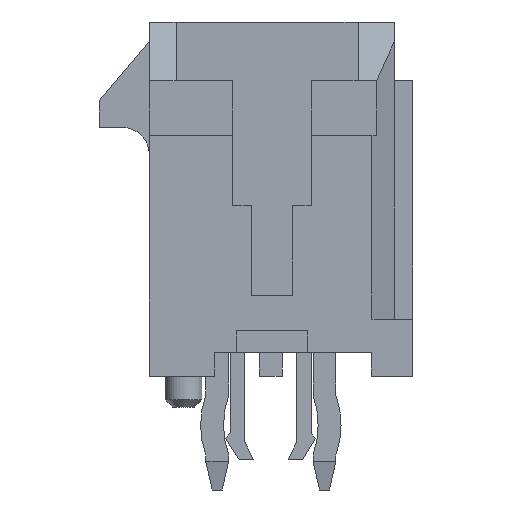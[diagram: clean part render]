
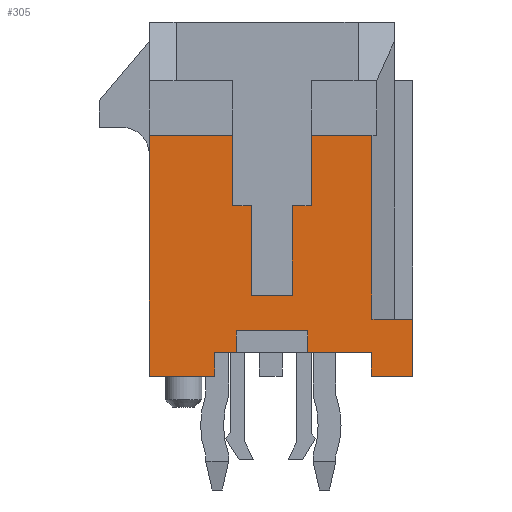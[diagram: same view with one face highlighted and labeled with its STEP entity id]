
A CAD part, left-side view. The second image highlights one B-rep face of the part: STEP entity #305.
In plain terms, the highlighted planar face has unit normal (-1, 0, 0).
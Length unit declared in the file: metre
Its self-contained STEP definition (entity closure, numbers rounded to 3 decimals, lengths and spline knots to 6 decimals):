
#305 = ADVANCED_FACE( '', ( #958 ), #959, .T. );
#958 = FACE_OUTER_BOUND( '', #1733, .T. );
#959 = PLANE( '', #1734 );
#1733 = EDGE_LOOP( '', ( #4015, #4016, #4017, #4018, #4019, #4020, #4021, #4022, #4023, #4024, #4025, #4026, #4027, #4028, #4029, #4030, #4031, #4032, #4033, #4034, #4035, #4036 ) );
#1734 = AXIS2_PLACEMENT_3D( '', #4037, #4038, #4039 );
#4015 = ORIENTED_EDGE( '', *, *, #5231, .T. );
#4016 = ORIENTED_EDGE( '', *, *, #5296, .T. );
#4017 = ORIENTED_EDGE( '', *, *, #5217, .T. );
#4018 = ORIENTED_EDGE( '', *, *, #5556, .T. );
#4019 = ORIENTED_EDGE( '', *, *, #5625, .T. );
#4020 = ORIENTED_EDGE( '', *, *, #5626, .F. );
#4021 = ORIENTED_EDGE( '', *, *, #5360, .T. );
#4022 = ORIENTED_EDGE( '', *, *, #5576, .T. );
#4023 = ORIENTED_EDGE( '', *, *, #5844, .T. );
#4024 = ORIENTED_EDGE( '', *, *, #5845, .T. );
#4025 = ORIENTED_EDGE( '', *, *, #5846, .T. );
#4026 = ORIENTED_EDGE( '', *, *, #5407, .T. );
#4027 = ORIENTED_EDGE( '', *, *, #5787, .T. );
#4028 = ORIENTED_EDGE( '', *, *, #5784, .T. );
#4029 = ORIENTED_EDGE( '', *, *, #5847, .T. );
#4030 = ORIENTED_EDGE( '', *, *, #5670, .T. );
#4031 = ORIENTED_EDGE( '', *, *, #5848, .T. );
#4032 = ORIENTED_EDGE( '', *, *, #5644, .T. );
#4033 = ORIENTED_EDGE( '', *, *, #5590, .T. );
#4034 = ORIENTED_EDGE( '', *, *, #5201, .F. );
#4035 = ORIENTED_EDGE( '', *, *, #5849, .T. );
#4036 = ORIENTED_EDGE( '', *, *, #5244, .T. );
#4037 = CARTESIAN_POINT( '', ( -0.006575, 0., 0. ) );
#4038 = DIRECTION( '', ( -1., 0., 0. ) );
#4039 = DIRECTION( '', ( 0., 0., 1. ) );
#5201 = EDGE_CURVE( '', #6330, #6332, #6333, .T. );
#5217 = EDGE_CURVE( '', #6360, #6357, #6361, .T. );
#5231 = EDGE_CURVE( '', #6387, #6385, #6388, .T. );
#5244 = EDGE_CURVE( '', #6408, #6387, #6409, .T. );
#5296 = EDGE_CURVE( '', #6385, #6360, #6501, .T. );
#5360 = EDGE_CURVE( '', #6617, #6615, #6618, .T. );
#5407 = EDGE_CURVE( '', #6707, #6705, #6708, .T. );
#5556 = EDGE_CURVE( '', #6357, #6952, #6954, .T. );
#5576 = EDGE_CURVE( '', #6615, #6984, #6986, .T. );
#5590 = EDGE_CURVE( '', #7009, #6332, #7010, .T. );
#5625 = EDGE_CURVE( '', #6952, #7063, #7065, .T. );
#5626 = EDGE_CURVE( '', #6617, #7063, #7066, .T. );
#5644 = EDGE_CURVE( '', #7092, #7009, #7093, .T. );
#5670 = EDGE_CURVE( '', #7135, #7133, #7136, .T. );
#5784 = EDGE_CURVE( '', #7297, #7298, #7299, .T. );
#5787 = EDGE_CURVE( '', #6705, #7297, #7302, .T. );
#5844 = EDGE_CURVE( '', #6984, #7380, #7381, .T. );
#5845 = EDGE_CURVE( '', #7380, #7382, #7383, .T. );
#5846 = EDGE_CURVE( '', #7382, #6707, #7384, .T. );
#5847 = EDGE_CURVE( '', #7298, #7135, #7385, .T. );
#5848 = EDGE_CURVE( '', #7133, #7092, #7386, .T. );
#5849 = EDGE_CURVE( '', #6330, #6408, #7387, .T. );
#6330 = VERTEX_POINT( '', #8085 );
#6332 = VERTEX_POINT( '', #8088 );
#6333 = LINE( '', #8089, #8090 );
#6357 = VERTEX_POINT( '', #8128 );
#6360 = VERTEX_POINT( '', #8132 );
#6361 = LINE( '', #8133, #8134 );
#6385 = VERTEX_POINT( '', #8170 );
#6387 = VERTEX_POINT( '', #8173 );
#6388 = LINE( '', #8174, #8175 );
#6408 = VERTEX_POINT( '', #8205 );
#6409 = LINE( '', #8206, #8207 );
#6501 = LINE( '', #8350, #8351 );
#6615 = VERTEX_POINT( '', #8524 );
#6617 = VERTEX_POINT( '', #8527 );
#6618 = LINE( '', #8528, #8529 );
#6705 = VERTEX_POINT( '', #8659 );
#6707 = VERTEX_POINT( '', #8662 );
#6708 = LINE( '', #8663, #8664 );
#6952 = VERTEX_POINT( '', #9049 );
#6954 = LINE( '', #9052, #9053 );
#6984 = VERTEX_POINT( '', #9101 );
#6986 = LINE( '', #9104, #9105 );
#7009 = VERTEX_POINT( '', #9140 );
#7010 = LINE( '', #9141, #9142 );
#7063 = VERTEX_POINT( '', #9224 );
#7065 = LINE( '', #9227, #9228 );
#7066 = LINE( '', #9229, #9230 );
#7092 = VERTEX_POINT( '', #9272 );
#7093 = LINE( '', #9273, #9274 );
#7133 = VERTEX_POINT( '', #9338 );
#7135 = VERTEX_POINT( '', #9341 );
#7136 = LINE( '', #9342, #9343 );
#7297 = VERTEX_POINT( '', #9609 );
#7298 = VERTEX_POINT( '', #9610 );
#7299 = LINE( '', #9611, #9612 );
#7302 = LINE( '', #9617, #9618 );
#7380 = VERTEX_POINT( '', #9747 );
#7381 = LINE( '', #9748, #9749 );
#7382 = VERTEX_POINT( '', #9750 );
#7383 = LINE( '', #9751, #9752 );
#7384 = LINE( '', #9753, #9754 );
#7385 = LINE( '', #9755, #9756 );
#7386 = LINE( '', #9757, #9758 );
#7387 = LINE( '', #9759, #9760 );
#8085 = CARTESIAN_POINT( '', ( -0.006575, -0.002798, 0.001785 ) );
#8088 = CARTESIAN_POINT( '', ( -0.006575, -0.002798, -0.003355 ) );
#8089 = CARTESIAN_POINT( '', ( -0.006575, -0.002798, 0.001785 ) );
#8090 = VECTOR( '', #10197, 1. );
#8128 = CARTESIAN_POINT( '', ( -0.006575, 0.000575, -0.002685 ) );
#8132 = CARTESIAN_POINT( '', ( -0.006575, -0.000575, -0.002685 ) );
#8133 = CARTESIAN_POINT( '', ( -0.006575, -0.000575, -0.002685 ) );
#8134 = VECTOR( '', #10213, 1. );
#8170 = CARTESIAN_POINT( '', ( -0.006575, -0.000575, -0.000185 ) );
#8173 = CARTESIAN_POINT( '', ( -0.006575, -0.0011, -0.000185 ) );
#8174 = CARTESIAN_POINT( '', ( -0.006575, -0.0011, -0.000185 ) );
#8175 = VECTOR( '', #10227, 1. );
#8205 = CARTESIAN_POINT( '', ( -0.006575, -0.0011, 0.001785 ) );
#8206 = CARTESIAN_POINT( '', ( -0.006575, -0.0011, 0.001785 ) );
#8207 = VECTOR( '', #10244, 1. );
#8350 = CARTESIAN_POINT( '', ( -0.006575, -0.000575, -0.000185 ) );
#8351 = VECTOR( '', #10296, 1. );
#8524 = CARTESIAN_POINT( '', ( -0.006575, 0.00343, 0.001785 ) );
#8527 = CARTESIAN_POINT( '', ( -0.006575, 0.0011, 0.001785 ) );
#8528 = CARTESIAN_POINT( '', ( -0.006575, 0.0011, 0.001785 ) );
#8529 = VECTOR( '', #10366, 1. );
#8659 = CARTESIAN_POINT( '', ( -0.006575, 0.001, -0.003685 ) );
#8662 = CARTESIAN_POINT( '', ( -0.006575, 0.001, -0.004285 ) );
#8663 = CARTESIAN_POINT( '', ( -0.006575, 0.001, -0.004285 ) );
#8664 = VECTOR( '', #10417, 1. );
#9049 = CARTESIAN_POINT( '', ( -0.006575, 0.000575, -0.000185 ) );
#9052 = CARTESIAN_POINT( '', ( -0.006575, 0.000575, -0.002685 ) );
#9053 = VECTOR( '', #10578, 1. );
#9101 = CARTESIAN_POINT( '', ( -0.006575, 0.00343, -0.004955 ) );
#9104 = CARTESIAN_POINT( '', ( -0.006575, 0.00343, 0.001785 ) );
#9105 = VECTOR( '', #10598, 1. );
#9140 = CARTESIAN_POINT( '', ( -0.006575, -0.00394, -0.003355 ) );
#9141 = CARTESIAN_POINT( '', ( -0.006575, -0.00394, -0.003355 ) );
#9142 = VECTOR( '', #10614, 1. );
#9224 = CARTESIAN_POINT( '', ( -0.006575, 0.0011, -0.000185 ) );
#9227 = CARTESIAN_POINT( '', ( -0.006575, 0.000575, -0.000185 ) );
#9228 = VECTOR( '', #10657, 1. );
#9229 = CARTESIAN_POINT( '', ( -0.006575, 0.0011, 0.001785 ) );
#9230 = VECTOR( '', #10658, 1. );
#9272 = CARTESIAN_POINT( '', ( -0.006575, -0.00394, -0.004955 ) );
#9273 = CARTESIAN_POINT( '', ( -0.006575, -0.00394, -0.004955 ) );
#9274 = VECTOR( '', #10678, 1. );
#9338 = CARTESIAN_POINT( '', ( -0.006575, -0.00278, -0.004955 ) );
#9341 = CARTESIAN_POINT( '', ( -0.006575, -0.00278, -0.004285 ) );
#9342 = CARTESIAN_POINT( '', ( -0.006575, -0.00278, -0.004285 ) );
#9343 = VECTOR( '', #10704, 1. );
#9609 = CARTESIAN_POINT( '', ( -0.006575, -0.001, -0.003685 ) );
#9610 = CARTESIAN_POINT( '', ( -0.006575, -0.001, -0.004285 ) );
#9611 = CARTESIAN_POINT( '', ( -0.006575, -0.001, -0.003685 ) );
#9612 = VECTOR( '', #10834, 1. );
#9617 = CARTESIAN_POINT( '', ( -0.006575, 0.001, -0.003685 ) );
#9618 = VECTOR( '', #10837, 1. );
#9747 = CARTESIAN_POINT( '', ( -0.006575, 0.0016, -0.004955 ) );
#9748 = CARTESIAN_POINT( '', ( -0.006575, 0.00343, -0.004955 ) );
#9749 = VECTOR( '', #10904, 1. );
#9750 = CARTESIAN_POINT( '', ( -0.006575, 0.0016, -0.004285 ) );
#9751 = CARTESIAN_POINT( '', ( -0.006575, 0.0016, -0.004955 ) );
#9752 = VECTOR( '', #10905, 1. );
#9753 = CARTESIAN_POINT( '', ( -0.006575, 0.0016, -0.004285 ) );
#9754 = VECTOR( '', #10906, 1. );
#9755 = CARTESIAN_POINT( '', ( -0.006575, -0.001, -0.004285 ) );
#9756 = VECTOR( '', #10907, 1. );
#9757 = CARTESIAN_POINT( '', ( -0.006575, -0.00278, -0.004955 ) );
#9758 = VECTOR( '', #10908, 1. );
#9759 = CARTESIAN_POINT( '', ( -0.006575, -0.002798, 0.001785 ) );
#9760 = VECTOR( '', #10909, 1. );
#10197 = DIRECTION( '', ( 0., 0., -1. ) );
#10213 = DIRECTION( '', ( 0., 1., 0. ) );
#10227 = DIRECTION( '', ( 0., 1., 0. ) );
#10244 = DIRECTION( '', ( 0., 0., -1. ) );
#10296 = DIRECTION( '', ( 0., 0., -1. ) );
#10366 = DIRECTION( '', ( 0., 1., 0. ) );
#10417 = DIRECTION( '', ( 0., 0., 1. ) );
#10578 = DIRECTION( '', ( 0., 0., 1. ) );
#10598 = DIRECTION( '', ( 0., 0., -1. ) );
#10614 = DIRECTION( '', ( 0., 1., 0. ) );
#10657 = DIRECTION( '', ( 0., 1., 0. ) );
#10658 = DIRECTION( '', ( 0., 0., -1. ) );
#10678 = DIRECTION( '', ( 0., 0., 1. ) );
#10704 = DIRECTION( '', ( 0., 0., -1. ) );
#10834 = DIRECTION( '', ( 0., 0., -1. ) );
#10837 = DIRECTION( '', ( 0., -1., 0. ) );
#10904 = DIRECTION( '', ( 0., -1., 0. ) );
#10905 = DIRECTION( '', ( 0., 0., 1. ) );
#10906 = DIRECTION( '', ( 0., -1., 0. ) );
#10907 = DIRECTION( '', ( 0., -1., 0. ) );
#10908 = DIRECTION( '', ( 0., -1., 0. ) );
#10909 = DIRECTION( '', ( 0., 1., 0. ) );
